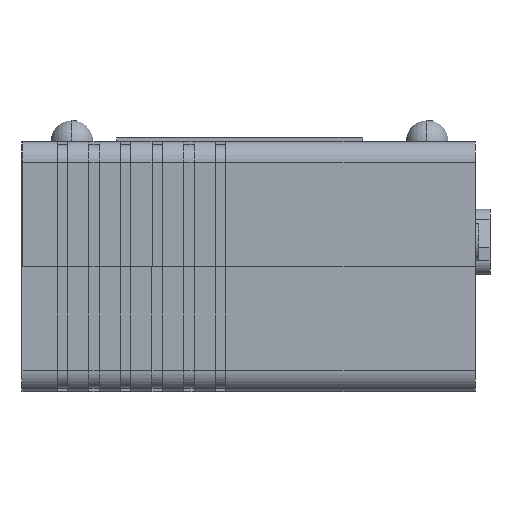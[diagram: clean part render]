
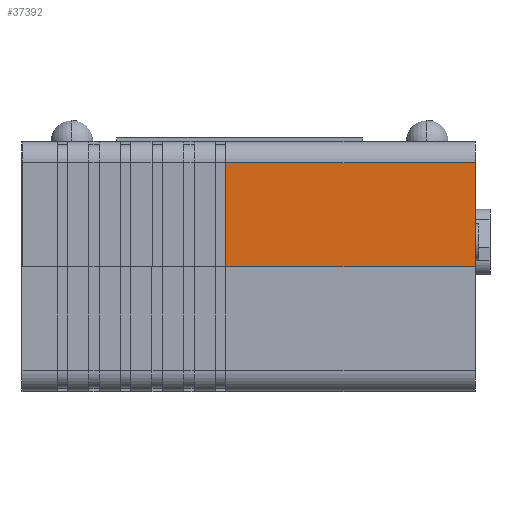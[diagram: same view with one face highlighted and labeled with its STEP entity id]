
A CAD part, left-side view. The second image highlights one B-rep face of the part: STEP entity #37392.
In plain terms, the highlighted planar face has unit normal (-1, 0, 0).
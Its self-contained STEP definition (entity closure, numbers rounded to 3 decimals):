
#2171 = CARTESIAN_POINT ( 'NONE',  ( -255.152, -59.739, 112.603 ) ) ;
#2910 = VERTEX_POINT ( 'NONE', #52698 ) ;
#3203 = VECTOR ( 'NONE', #25398, 1000. ) ;
#6586 = PLANE ( 'NONE',  #64169 ) ;
#6711 = VERTEX_POINT ( 'NONE', #2171 ) ;
#10461 = CARTESIAN_POINT ( 'NONE',  ( -255.152, -59.739, 97.803 ) ) ;
#12690 = FACE_OUTER_BOUND ( 'NONE', #60834, .T. ) ;
#13769 = CARTESIAN_POINT ( 'NONE',  ( -255.152, -24.239, 92.547 ) ) ;
#16570 = DIRECTION ( 'NONE',  ( 0., 1., 0. ) ) ;
#17727 = DIRECTION ( 'NONE',  ( 0., 0., 1. ) ) ;
#19151 = LINE ( 'NONE', #13769, #48410 ) ;
#21937 = LINE ( 'NONE', #65593, #45259 ) ;
#25398 = DIRECTION ( 'NONE',  ( 0., 1., 0. ) ) ;
#25480 = ORIENTED_EDGE ( 'NONE', *, *, #44821, .T. ) ;
#26934 = DIRECTION ( 'NONE',  ( 0., 0., 1. ) ) ;
#28822 = DIRECTION ( 'NONE',  ( 0., -1., 0. ) ) ;
#32696 = CARTESIAN_POINT ( 'NONE',  ( -255.152, -24.239, 112.603 ) ) ;
#33582 = EDGE_CURVE ( 'NONE', #49700, #33820, #19151, .T. ) ;
#33820 = VERTEX_POINT ( 'NONE', #32696 ) ;
#33848 = ORIENTED_EDGE ( 'NONE', *, *, #33582, .F. ) ;
#34175 = CARTESIAN_POINT ( 'NONE',  ( -255.152, -59.739, 97.803 ) ) ;
#36549 = VECTOR ( 'NONE', #26934, 1000. ) ;
#37392 = ADVANCED_FACE ( 'NONE', ( #12690 ), #6586, .F. ) ;
#42207 = LINE ( 'NONE', #64012, #3203 ) ;
#44821 = EDGE_CURVE ( 'NONE', #6711, #33820, #21937, .T. ) ;
#45259 = VECTOR ( 'NONE', #16570, 1000. ) ;
#48410 = VECTOR ( 'NONE', #17727, 1000. ) ;
#49700 = VERTEX_POINT ( 'NONE', #64619 ) ;
#50102 = ORIENTED_EDGE ( 'NONE', *, *, #68544, .T. ) ;
#52698 = CARTESIAN_POINT ( 'NONE',  ( -255.152, -59.739, 97.803 ) ) ;
#53988 = ORIENTED_EDGE ( 'NONE', *, *, #64047, .F. ) ;
#54853 = LINE ( 'NONE', #10461, #36549 ) ;
#56719 = DIRECTION ( 'NONE',  ( 1., 0., 0. ) ) ;
#60834 = EDGE_LOOP ( 'NONE', ( #33848, #53988, #50102, #25480 ) ) ;
#64012 = CARTESIAN_POINT ( 'NONE',  ( -255.152, -59.739, 97.803 ) ) ;
#64047 = EDGE_CURVE ( 'NONE', #2910, #49700, #42207, .T. ) ;
#64169 = AXIS2_PLACEMENT_3D ( 'NONE', #34175, #56719, #28822 ) ;
#64619 = CARTESIAN_POINT ( 'NONE',  ( -255.152, -24.239, 97.803 ) ) ;
#65593 = CARTESIAN_POINT ( 'NONE',  ( -255.152, 4.761, 112.603 ) ) ;
#68544 = EDGE_CURVE ( 'NONE', #2910, #6711, #54853, .T. ) ;
